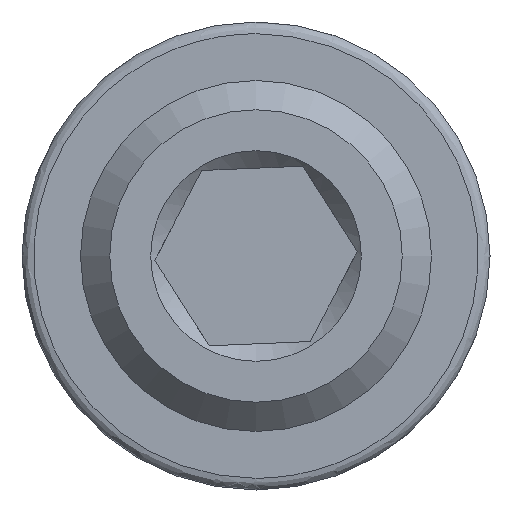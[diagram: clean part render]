
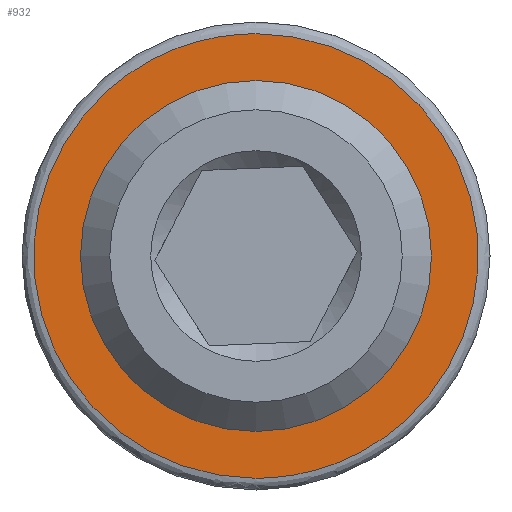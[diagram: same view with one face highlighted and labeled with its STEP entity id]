
A CAD part, front view. The second image highlights one B-rep face of the part: STEP entity #932.
In plain terms, the highlighted planar face has unit normal (0, -1, 0).
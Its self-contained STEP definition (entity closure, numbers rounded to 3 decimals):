
#5 = CARTESIAN_POINT ( 'NONE',  ( -70.752, -5.998, -1.9 ) ) ;
#14 = CARTESIAN_POINT ( 'NONE',  ( -70.752, -5.998, 1.9 ) ) ;
#39 = FACE_OUTER_BOUND ( 'NONE', #446, .T. ) ;
#44 = EDGE_CURVE ( 'NONE', #522, #575, #56, .T. ) ;
#56 =( BOUNDED_CURVE ( )  B_SPLINE_CURVE ( 3, ( #792, #14, #5, #631 ),
 .UNSPECIFIED., .F., .F. ) 
 B_SPLINE_CURVE_WITH_KNOTS ( ( 4, 4 ),
 ( 0., 1. ),
 .UNSPECIFIED. ) 
 CURVE ( )  GEOMETRIC_REPRESENTATION_ITEM ( )  RATIONAL_B_SPLINE_CURVE ( ( 1., 0.333, 0.333, 1. ) ) 
 REPRESENTATION_ITEM ( '' )  );
#207 = PLANE ( 'NONE',  #997 ) ;
#266 = EDGE_CURVE ( 'NONE', #678, #678, #910, .T. ) ;
#278 = DIRECTION ( 'NONE',  ( 0., 0., 1. ) ) ;
#284 = CARTESIAN_POINT ( 'NONE',  ( -74.552, -5.998, -1.5 ) ) ;
#320 = DIRECTION ( 'NONE',  ( 0., -1., 0. ) ) ;
#355 = FACE_BOUND ( 'NONE', #848, .T. ) ;
#413 = AXIS2_PLACEMENT_3D ( 'NONE', #931, #320, #928 ) ;
#428 = CARTESIAN_POINT ( 'NONE',  ( -74.552, -5.998, 1.9 ) ) ;
#446 = EDGE_LOOP ( 'NONE', ( #853, #616 ) ) ;
#519 = CARTESIAN_POINT ( 'NONE',  ( -74.552, -5.998, -1.9 ) ) ;
#522 = VERTEX_POINT ( 'NONE', #428 ) ;
#575 = VERTEX_POINT ( 'NONE', #600 ) ;
#600 = CARTESIAN_POINT ( 'NONE',  ( -74.552, -5.998, -1.9 ) ) ;
#602 = CARTESIAN_POINT ( 'NONE',  ( -74.552, -5.998, 0. ) ) ;
#616 = ORIENTED_EDGE ( 'NONE', *, *, #698, .F. ) ;
#631 = CARTESIAN_POINT ( 'NONE',  ( -74.552, -5.998, -1.9 ) ) ;
#677 = CARTESIAN_POINT ( 'NONE',  ( -74.552, -5.998, 1.9 ) ) ;
#678 = VERTEX_POINT ( 'NONE', #284 ) ;
#697 =( BOUNDED_CURVE ( )  B_SPLINE_CURVE ( 3, ( #519, #823, #912, #677 ),
 .UNSPECIFIED., .F., .F. ) 
 B_SPLINE_CURVE_WITH_KNOTS ( ( 4, 4 ),
 ( 0., 1. ),
 .UNSPECIFIED. ) 
 CURVE ( )  GEOMETRIC_REPRESENTATION_ITEM ( )  RATIONAL_B_SPLINE_CURVE ( ( 1., 0.333, 0.333, 1. ) ) 
 REPRESENTATION_ITEM ( '' )  );
#698 = EDGE_CURVE ( 'NONE', #575, #522, #697, .T. ) ;
#792 = CARTESIAN_POINT ( 'NONE',  ( -74.552, -5.998, 1.9 ) ) ;
#823 = CARTESIAN_POINT ( 'NONE',  ( -78.352, -5.998, -1.9 ) ) ;
#848 = EDGE_LOOP ( 'NONE', ( #950 ) ) ;
#853 = ORIENTED_EDGE ( 'NONE', *, *, #44, .F. ) ;
#910 = CIRCLE ( 'NONE', #413, 1.5 ) ;
#912 = CARTESIAN_POINT ( 'NONE',  ( -78.352, -5.998, 1.9 ) ) ;
#928 = DIRECTION ( 'NONE',  ( 0., 0., -1. ) ) ;
#931 = CARTESIAN_POINT ( 'NONE',  ( -74.552, -5.998, 0. ) ) ;
#932 = ADVANCED_FACE ( 'NONE', ( #39, #355 ), #207, .F. ) ;
#950 = ORIENTED_EDGE ( 'NONE', *, *, #266, .F. ) ;
#974 = DIRECTION ( 'NONE',  ( 0., 1., 0. ) ) ;
#997 = AXIS2_PLACEMENT_3D ( 'NONE', #602, #974, #278 ) ;
